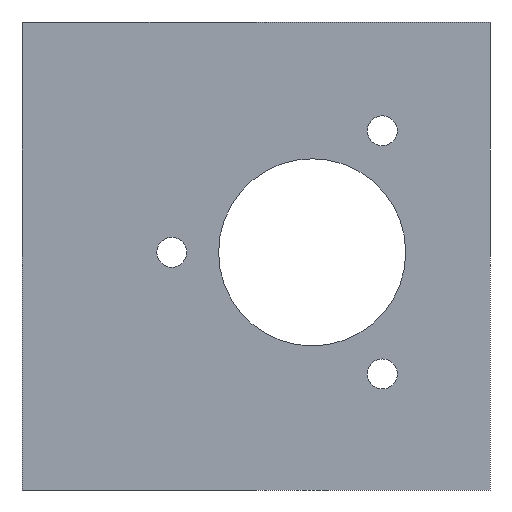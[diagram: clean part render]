
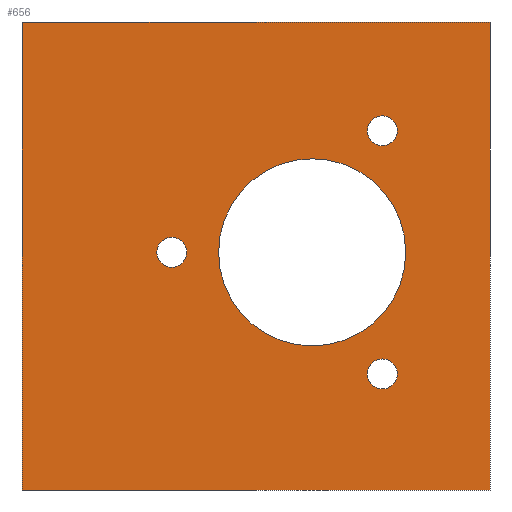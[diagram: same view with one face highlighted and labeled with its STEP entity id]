
A CAD part, front view. The second image highlights one B-rep face of the part: STEP entity #656.
In plain terms, the highlighted planar face has unit normal (0, -1, 0).
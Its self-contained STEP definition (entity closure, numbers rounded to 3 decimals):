
#2 = CIRCLE ( 'NONE', #398, 1.6 ) ;
#4 = EDGE_CURVE ( 'NONE', #12, #251, #30, .T. ) ;
#12 = VERTEX_POINT ( 'NONE', #638 ) ;
#13 = EDGE_CURVE ( 'NONE', #380, #551, #2, .T. ) ;
#27 = EDGE_CURVE ( 'NONE', #762, #650, #637, .T. ) ;
#30 = LINE ( 'NONE', #686, #674 ) ;
#42 = DIRECTION ( 'NONE',  ( 0., 1., 0. ) ) ;
#49 = VECTOR ( 'NONE', #61, 1000. ) ;
#59 = AXIS2_PLACEMENT_3D ( 'NONE', #736, #432, #423 ) ;
#61 = DIRECTION ( 'NONE',  ( 0., 0., -1. ) ) ;
#62 = EDGE_CURVE ( 'NONE', #650, #762, #122, .T. ) ;
#64 = CARTESIAN_POINT ( 'NONE',  ( 12.026, -13.926, 12.399 ) ) ;
#66 = VERTEX_POINT ( 'NONE', #278 ) ;
#68 = CARTESIAN_POINT ( 'NONE',  ( -26.474, -13.926, 50. ) ) ;
#116 = EDGE_CURVE ( 'NONE', #654, #538, #649, .T. ) ;
#122 = CIRCLE ( 'NONE', #585, 1.6 ) ;
#126 = DIRECTION ( 'NONE',  ( 1., 0., 0. ) ) ;
#127 = EDGE_LOOP ( 'NONE', ( #713, #360, #599, #404 ) ) ;
#128 = CARTESIAN_POINT ( 'NONE',  ( -10.474, -13.926, 26.989 ) ) ;
#150 = AXIS2_PLACEMENT_3D ( 'NONE', #195, #204, #427 ) ;
#156 = CARTESIAN_POINT ( 'NONE',  ( -10.474, -13.926, 25.389 ) ) ;
#159 = ORIENTED_EDGE ( 'NONE', *, *, #641, .T. ) ;
#173 = EDGE_CURVE ( 'NONE', #654, #12, #471, .T. ) ;
#182 = ORIENTED_EDGE ( 'NONE', *, *, #395, .T. ) ;
#185 = CARTESIAN_POINT ( 'NONE',  ( 12.026, -13.926, 12.399 ) ) ;
#195 = CARTESIAN_POINT ( 'NONE',  ( 4.526, -13.926, 25.389 ) ) ;
#198 = EDGE_CURVE ( 'NONE', #648, #66, #286, .T. ) ;
#200 = DIRECTION ( 'NONE',  ( 0., 1., 0. ) ) ;
#201 = CIRCLE ( 'NONE', #332, 10. ) ;
#204 = DIRECTION ( 'NONE',  ( 0., 1., 0. ) ) ;
#207 = CARTESIAN_POINT ( 'NONE',  ( 23.526, -13.926, 0. ) ) ;
#227 = DIRECTION ( 'NONE',  ( 0., 1., 0. ) ) ;
#228 = DIRECTION ( 'NONE',  ( 0., 1., 0. ) ) ;
#232 = DIRECTION ( 'NONE',  ( 0., 0., 1. ) ) ;
#234 = EDGE_CURVE ( 'NONE', #538, #251, #550, .T. ) ;
#239 = AXIS2_PLACEMENT_3D ( 'NONE', #185, #242, #232 ) ;
#242 = DIRECTION ( 'NONE',  ( 0., 1., 0. ) ) ;
#244 = EDGE_LOOP ( 'NONE', ( #159, #569 ) ) ;
#251 = VERTEX_POINT ( 'NONE', #207 ) ;
#257 = CARTESIAN_POINT ( 'NONE',  ( 12.026, -13.926, 10.799 ) ) ;
#265 = DIRECTION ( 'NONE',  ( 0., 1., 0. ) ) ;
#270 = CARTESIAN_POINT ( 'NONE',  ( -10.474, -13.926, 23.789 ) ) ;
#273 = CARTESIAN_POINT ( 'NONE',  ( 12.026, -13.926, 38.38 ) ) ;
#276 = CARTESIAN_POINT ( 'NONE',  ( 12.026, -13.926, 39.98 ) ) ;
#278 = CARTESIAN_POINT ( 'NONE',  ( 12.026, -13.926, 13.999 ) ) ;
#282 = DIRECTION ( 'NONE',  ( 1., 0., 0. ) ) ;
#286 = CIRCLE ( 'NONE', #239, 1.6 ) ;
#303 = FACE_OUTER_BOUND ( 'NONE', #127, .T. ) ;
#304 = CIRCLE ( 'NONE', #377, 1.6 ) ;
#311 = CARTESIAN_POINT ( 'NONE',  ( 4.526, -13.926, 15.389 ) ) ;
#329 = DIRECTION ( 'NONE',  ( 0., 0., 1. ) ) ;
#330 = DIRECTION ( 'NONE',  ( 0., 0., 1. ) ) ;
#332 = AXIS2_PLACEMENT_3D ( 'NONE', #698, #228, #330 ) ;
#342 = CIRCLE ( 'NONE', #150, 10. ) ;
#351 = AXIS2_PLACEMENT_3D ( 'NONE', #68, #200, #363 ) ;
#353 = ORIENTED_EDGE ( 'NONE', *, *, #544, .T. ) ;
#354 = AXIS2_PLACEMENT_3D ( 'NONE', #573, #265, #502 ) ;
#358 = CARTESIAN_POINT ( 'NONE',  ( 12.026, -13.926, 36.78 ) ) ;
#360 = ORIENTED_EDGE ( 'NONE', *, *, #4, .F. ) ;
#363 = DIRECTION ( 'NONE',  ( 0., 0., 1. ) ) ;
#370 = VECTOR ( 'NONE', #282, 1000. ) ;
#377 = AXIS2_PLACEMENT_3D ( 'NONE', #64, #548, #661 ) ;
#380 = VERTEX_POINT ( 'NONE', #128 ) ;
#384 = VERTEX_POINT ( 'NONE', #559 ) ;
#392 = EDGE_LOOP ( 'NONE', ( #667, #410 ) ) ;
#395 = EDGE_CURVE ( 'NONE', #384, #482, #342, .T. ) ;
#398 = AXIS2_PLACEMENT_3D ( 'NONE', #156, #42, #329 ) ;
#404 = ORIENTED_EDGE ( 'NONE', *, *, #116, .T. ) ;
#410 = ORIENTED_EDGE ( 'NONE', *, *, #473, .T. ) ;
#423 = DIRECTION ( 'NONE',  ( 0., 0., 1. ) ) ;
#427 = DIRECTION ( 'NONE',  ( 0., 0., 1. ) ) ;
#432 = DIRECTION ( 'NONE',  ( 0., 1., 0. ) ) ;
#445 = DIRECTION ( 'NONE',  ( 0., 0., 1. ) ) ;
#450 = EDGE_LOOP ( 'NONE', ( #766, #592 ) ) ;
#467 = CIRCLE ( 'NONE', #59, 1.6 ) ;
#471 = LINE ( 'NONE', #759, #370 ) ;
#473 = EDGE_CURVE ( 'NONE', #551, #380, #467, .T. ) ;
#479 = PLANE ( 'NONE',  #351 ) ;
#482 = VERTEX_POINT ( 'NONE', #311 ) ;
#485 = CARTESIAN_POINT ( 'NONE',  ( -26.474, -13.926, 0. ) ) ;
#502 = DIRECTION ( 'NONE',  ( 0., 0., 1. ) ) ;
#538 = VERTEX_POINT ( 'NONE', #692 ) ;
#544 = EDGE_CURVE ( 'NONE', #482, #384, #201, .T. ) ;
#548 = DIRECTION ( 'NONE',  ( 0., 1., 0. ) ) ;
#550 = LINE ( 'NONE', #485, #722 ) ;
#551 = VERTEX_POINT ( 'NONE', #270 ) ;
#559 = CARTESIAN_POINT ( 'NONE',  ( 4.526, -13.926, 35.389 ) ) ;
#569 = ORIENTED_EDGE ( 'NONE', *, *, #198, .T. ) ;
#573 = CARTESIAN_POINT ( 'NONE',  ( 12.026, -13.926, 38.38 ) ) ;
#585 = AXIS2_PLACEMENT_3D ( 'NONE', #273, #227, #445 ) ;
#592 = ORIENTED_EDGE ( 'NONE', *, *, #62, .T. ) ;
#599 = ORIENTED_EDGE ( 'NONE', *, *, #173, .F. ) ;
#600 = FACE_BOUND ( 'NONE', #651, .T. ) ;
#605 = FACE_BOUND ( 'NONE', #450, .T. ) ;
#615 = FACE_BOUND ( 'NONE', #392, .T. ) ;
#632 = DIRECTION ( 'NONE',  ( 0., 0., -1. ) ) ;
#637 = CIRCLE ( 'NONE', #354, 1.6 ) ;
#638 = CARTESIAN_POINT ( 'NONE',  ( 23.526, -13.926, 50. ) ) ;
#641 = EDGE_CURVE ( 'NONE', #66, #648, #304, .T. ) ;
#648 = VERTEX_POINT ( 'NONE', #257 ) ;
#649 = LINE ( 'NONE', #653, #49 ) ;
#650 = VERTEX_POINT ( 'NONE', #358 ) ;
#651 = EDGE_LOOP ( 'NONE', ( #182, #353 ) ) ;
#653 = CARTESIAN_POINT ( 'NONE',  ( -26.474, -13.926, 50. ) ) ;
#654 = VERTEX_POINT ( 'NONE', #718 ) ;
#656 = ADVANCED_FACE ( 'NONE', ( #615, #605, #673, #600, #303 ), #479, .F. ) ;
#661 = DIRECTION ( 'NONE',  ( 0., 0., 1. ) ) ;
#667 = ORIENTED_EDGE ( 'NONE', *, *, #13, .T. ) ;
#673 = FACE_BOUND ( 'NONE', #244, .T. ) ;
#674 = VECTOR ( 'NONE', #632, 1000. ) ;
#686 = CARTESIAN_POINT ( 'NONE',  ( 23.526, -13.926, 50. ) ) ;
#692 = CARTESIAN_POINT ( 'NONE',  ( -26.474, -13.926, 0. ) ) ;
#698 = CARTESIAN_POINT ( 'NONE',  ( 4.526, -13.926, 25.389 ) ) ;
#713 = ORIENTED_EDGE ( 'NONE', *, *, #234, .T. ) ;
#718 = CARTESIAN_POINT ( 'NONE',  ( -26.474, -13.926, 50. ) ) ;
#722 = VECTOR ( 'NONE', #126, 1000. ) ;
#736 = CARTESIAN_POINT ( 'NONE',  ( -10.474, -13.926, 25.389 ) ) ;
#759 = CARTESIAN_POINT ( 'NONE',  ( -26.474, -13.926, 50. ) ) ;
#762 = VERTEX_POINT ( 'NONE', #276 ) ;
#766 = ORIENTED_EDGE ( 'NONE', *, *, #27, .T. ) ;
